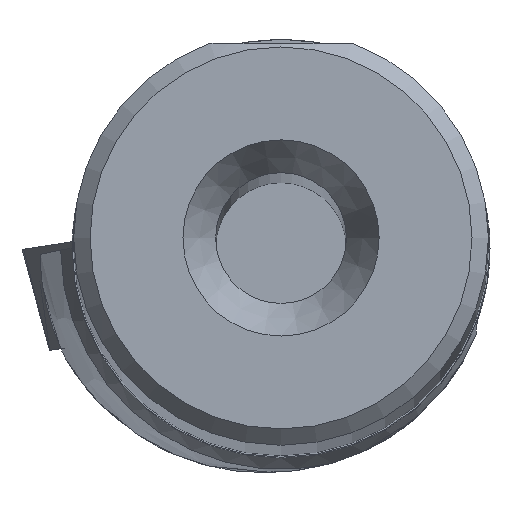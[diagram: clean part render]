
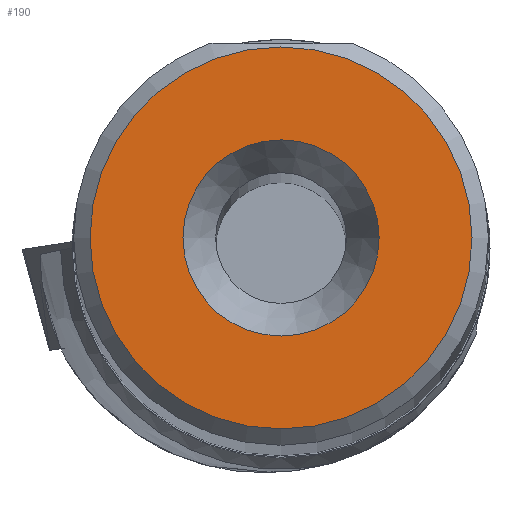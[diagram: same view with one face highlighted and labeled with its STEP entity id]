
A CAD part, top view. The second image highlights one B-rep face of the part: STEP entity #190.
In plain terms, the highlighted planar face has unit normal (0, 0, 1).
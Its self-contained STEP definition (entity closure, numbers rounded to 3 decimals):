
#190=ADVANCED_FACE('',(#321,#322),#219,.T.);
#219=PLANE('',#877);
#321=FACE_BOUND('',#371,.T.);
#322=FACE_BOUND('',#372,.T.);
#371=EDGE_LOOP('',(#502));
#372=EDGE_LOOP('',(#503));
#502=ORIENTED_EDGE('',*,*,#706,.F.);
#503=ORIENTED_EDGE('',*,*,#700,.T.);
#623=VERTEX_POINT('',#1381);
#628=VERTEX_POINT('',#1397);
#700=EDGE_CURVE('',#623,#623,#748,.T.);
#706=EDGE_CURVE('',#628,#628,#751,.T.);
#748=CIRCLE('',#871,5.843);
#751=CIRCLE('',#876,3.);
#871=AXIS2_PLACEMENT_3D('',#1380,#1030,#1031);
#876=AXIS2_PLACEMENT_3D('',#1396,#1042,#1043);
#877=AXIS2_PLACEMENT_3D('',#1398,#1044,#1045);
#1030=DIRECTION('',(0.,0.,1.));
#1031=DIRECTION('',(1.,0.,0.));
#1042=DIRECTION('',(0.,0.,1.));
#1043=DIRECTION('',(1.,0.,0.));
#1044=DIRECTION('',(0.,0.,1.));
#1045=DIRECTION('',(1.,0.,0.));
#1380=CARTESIAN_POINT('',(0.,0.,0.));
#1381=CARTESIAN_POINT('',(5.843,0.,0.));
#1396=CARTESIAN_POINT('',(0.,0.,0.));
#1397=CARTESIAN_POINT('',(3.,0.,0.));
#1398=CARTESIAN_POINT('',(0.,0.,0.));
